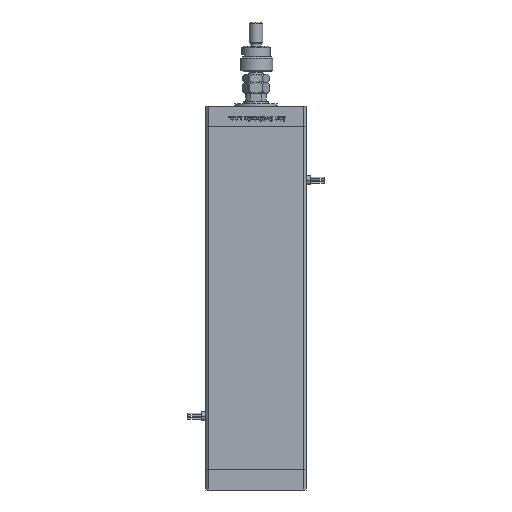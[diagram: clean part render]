
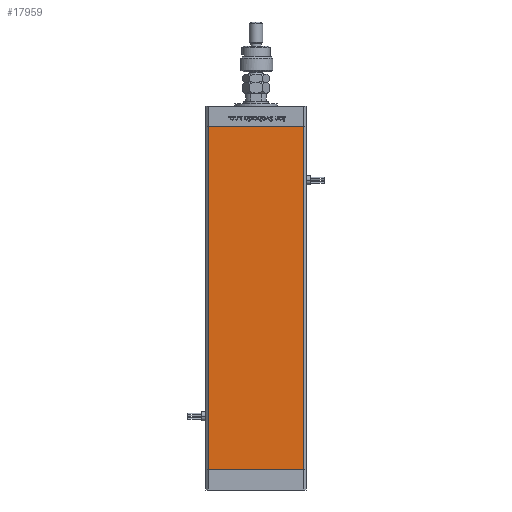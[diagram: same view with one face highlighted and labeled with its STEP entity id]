
A CAD part, front view. The second image highlights one B-rep face of the part: STEP entity #17959.
In plain terms, the highlighted planar face has unit normal (0, -1, 0).
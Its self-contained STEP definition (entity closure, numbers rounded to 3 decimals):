
#253 = CARTESIAN_POINT ( 'NONE',  ( -35.5, -32.5, 0. ) ) ;
#495 = ORIENTED_EDGE ( 'NONE', *, *, #39349, .T. ) ;
#545 = DIRECTION ( 'NONE',  ( 0., 1., 0. ) ) ;
#1835 = ORIENTED_EDGE ( 'NONE', *, *, #49746, .F. ) ;
#5536 = DIRECTION ( 'NONE',  ( 0., 0., 1. ) ) ;
#7306 = DIRECTION ( 'NONE',  ( 1., 0., 0. ) ) ;
#10411 = AXIS2_PLACEMENT_3D ( 'NONE', #28678, #545, #5536 ) ;
#11447 = ORIENTED_EDGE ( 'NONE', *, *, #50940, .T. ) ;
#14293 = CARTESIAN_POINT ( 'NONE',  ( 35.5, -32.5, 256. ) ) ;
#14905 = PLANE ( 'NONE',  #10411 ) ;
#15162 = LINE ( 'NONE', #33618, #34467 ) ;
#15187 = DIRECTION ( 'NONE',  ( 0., 0., -1. ) ) ;
#15988 = LINE ( 'NONE', #43858, #44781 ) ;
#17959 = ADVANCED_FACE ( 'NONE', ( #55098 ), #14905, .F. ) ;
#18696 = CARTESIAN_POINT ( 'NONE',  ( 35.5, -32.5, 256. ) ) ;
#23634 = VERTEX_POINT ( 'NONE', #42982 ) ;
#28678 = CARTESIAN_POINT ( 'NONE',  ( -35.5, -32.5, 256. ) ) ;
#29214 = EDGE_LOOP ( 'NONE', ( #495, #47038, #1835, #11447 ) ) ;
#33618 = CARTESIAN_POINT ( 'NONE',  ( -35.5, -32.5, 256. ) ) ;
#33883 = DIRECTION ( 'NONE',  ( 1., 0., 0. ) ) ;
#34125 = EDGE_CURVE ( 'NONE', #50102, #23634, #42171, .T. ) ;
#34467 = VECTOR ( 'NONE', #51525, 1000. ) ;
#39349 = EDGE_CURVE ( 'NONE', #48422, #23634, #50756, .T. ) ;
#42171 = LINE ( 'NONE', #18696, #43763 ) ;
#42535 = CARTESIAN_POINT ( 'NONE',  ( -35.5, -32.5, 256. ) ) ;
#42982 = CARTESIAN_POINT ( 'NONE',  ( 35.5, -32.5, 0. ) ) ;
#43763 = VECTOR ( 'NONE', #15187, 1000. ) ;
#43858 = CARTESIAN_POINT ( 'NONE',  ( -35.5, -32.5, 256. ) ) ;
#44781 = VECTOR ( 'NONE', #33883, 1000. ) ;
#45218 = VERTEX_POINT ( 'NONE', #42535 ) ;
#47038 = ORIENTED_EDGE ( 'NONE', *, *, #34125, .F. ) ;
#48422 = VERTEX_POINT ( 'NONE', #253 ) ;
#49746 = EDGE_CURVE ( 'NONE', #45218, #50102, #15988, .T. ) ;
#50102 = VERTEX_POINT ( 'NONE', #14293 ) ;
#50756 = LINE ( 'NONE', #55434, #52967 ) ;
#50940 = EDGE_CURVE ( 'NONE', #45218, #48422, #15162, .T. ) ;
#51525 = DIRECTION ( 'NONE',  ( 0., 0., -1. ) ) ;
#52967 = VECTOR ( 'NONE', #7306, 1000. ) ;
#55098 = FACE_OUTER_BOUND ( 'NONE', #29214, .T. ) ;
#55434 = CARTESIAN_POINT ( 'NONE',  ( -35.5, -32.5, 0. ) ) ;
